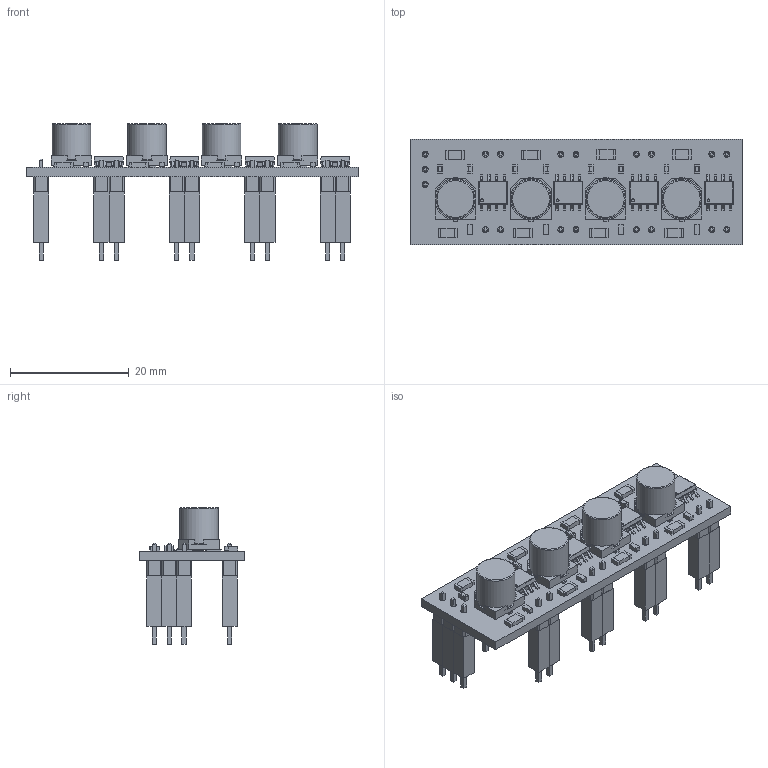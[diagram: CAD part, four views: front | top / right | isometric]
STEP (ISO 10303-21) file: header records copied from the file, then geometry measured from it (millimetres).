
FILE_DESCRIPTION(/* description */ (''),/* implementation_level */ '2;1');
FILE_NAME(/* name */ 'motor_driver v5.step',/* time_stamp */ '2021-02-05T18:23:46+09:00',/* author */ (''),/* organization */ (''),/* preprocessor_version */ 'ST-DEVELOPER v18.1',/* originating_system */ 'Autodesk Translation Framework v9.7.1.1290',/* authorisation */ '');
FILE_SCHEMA (('AUTOMOTIVE_DESIGN { 1 0 10303 214 3 1 1 }'));
Length unit declared in the file: millimetre
Products named in the file (41): motor_driver; PinHeader_1x02_P2.54mm_Vertical; PinHeader_1x02_P2.54mm_Vertical_1; PinHeader_1x02_P2.54mm_Vertical_2; PinHeader_1x02_P2.54mm_Vertical_3; PinHeader_1x02_P2.54mm_Vertical_4; PinHeader_1x02_P2.54mm_Vertical_5; PinHeader_1x02_P2.54mm_Vertical_6; PinHeader_1x02_P2.54mm_Vertical_7; SOLID; PinHeader_1x03_P2.54mm_Vertical; SOLID (1); COMPOUND; TB67H450FNG,EL; TB67H450FNG,EL_1; TB67H450FNG,EL_2; TB67H450FNG,EL_3; Body; PinsArrayLR; ThermalPad; UCW1C470MCL1GS; Base; Pin1Fillet; Pin2Fillet; Fillet; RK73B2BTTD221J; term1; term2; body_1; OSXX0603C1E; Body_2; Pins; RK73B2BTTD1R0J; term1_1; term2_1; body_3; GRM188F11H104ZA01C; Fillet1; Fillet2; body2 ...
Assembly tree (93 placements, depth 3):
  motor_driver
    PinHeader_1x02_P2.54mm_Vertical
      SOLID
    PinHeader_1x02_P2.54mm_Vertical_1
      SOLID
    PinHeader_1x02_P2.54mm_Vertical_2
      SOLID
    PinHeader_1x02_P2.54mm_Vertical_3
      SOLID
    PinHeader_1x02_P2.54mm_Vertical_4
      SOLID
    PinHeader_1x02_P2.54mm_Vertical_5
      SOLID
    PinHeader_1x02_P2.54mm_Vertical_6
      SOLID
    PinHeader_1x02_P2.54mm_Vertical_7
      SOLID
    PinHeader_1x03_P2.54mm_Vertical
      SOLID (1)
    COMPOUND
    TB67H450FNG,EL
      Body
      PinsArrayLR
      ThermalPad
    TB67H450FNG,EL_1
      Body
      PinsArrayLR
      ThermalPad
    TB67H450FNG,EL_2
      Body
      PinsArrayLR
      ThermalPad
    TB67H450FNG,EL_3
      Body
      PinsArrayLR
      ThermalPad
    UCW1C470MCL1GS  x4
      Base
      Pin1Fillet
      Pin2Fillet
      Fillet
    RK73B2BTTD221J  x4
      term1
      term2
      body_1
    OSXX0603C1E  x4
      Body_2
      Pins
    RK73B2BTTD1R0J  x4
      term1_1
      term2_1
      body_3
    GRM188F11H104ZA01C  x8
      Fillet1
      Fillet2
      body2
    FHU - 1xXXSG  x19
Bounding box: 55.88 x 17.78 x 22.99 mm (x, y, z)
Volume: 3632.7 mm3; surface area: 8436.1 mm2
Topology: 164 solids, 164 shells, 2100 faces, 4781 edges, 3006 vertices
Faces by surface type: plane 1689, cylinder 339, sphere 64, torus 8
Full cylindrical faces by diameter (mm): 0.487 x4, 1 x19, 6.5 x4
Entity records: 13972 total; most frequent: DIRECTION 2313, CARTESIAN_POINT 2234, ORIENTED_EDGE 2026, EDGE_CURVE 1013, LINE 859, VECTOR 859, AXIS2_PLACEMENT_3D 727, VERTEX_POINT 648
